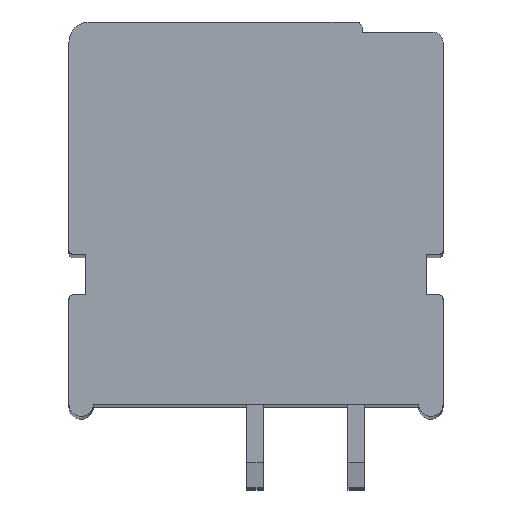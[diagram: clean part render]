
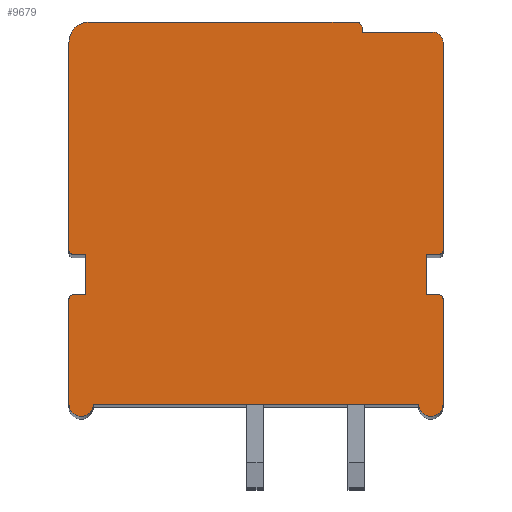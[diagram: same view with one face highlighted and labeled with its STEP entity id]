
A CAD part, top view. The second image highlights one B-rep face of the part: STEP entity #9679.
In plain terms, the highlighted planar face has unit normal (0, 0, 1).
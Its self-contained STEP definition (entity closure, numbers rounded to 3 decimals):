
#1328=CARTESIAN_POINT('',(8.75,8.75,4.7));
#1329=DIRECTION('',(0.,0.,1.));
#1330=DIRECTION('',(1.,0.,0.));
#1331=AXIS2_PLACEMENT_3D('',#1328,#1329,#1330);
#1333=DIRECTION('',(0.,1.,0.));
#1334=VECTOR('',#1333,10.3);
#1335=CARTESIAN_POINT('',(9.25,-1.55,4.7));
#1336=LINE('',#1335,#1334);
#1337=CARTESIAN_POINT('',(9.05,-1.55,4.7));
#1338=DIRECTION('',(0.,0.,1.));
#1339=DIRECTION('',(0.,-1.,0.));
#1340=AXIS2_PLACEMENT_3D('',#1337,#1338,#1339);
#1342=DIRECTION('',(1.,0.,0.));
#1343=VECTOR('',#1342,0.6);
#1344=CARTESIAN_POINT('',(8.45,-1.75,4.7));
#1345=LINE('',#1344,#1343);
#1346=DIRECTION('',(0.,1.,0.));
#1347=VECTOR('',#1346,2.);
#1348=CARTESIAN_POINT('',(8.45,-3.75,4.7));
#1349=LINE('',#1348,#1347);
#1350=DIRECTION('',(-1.,0.,0.));
#1351=VECTOR('',#1350,0.6);
#1352=CARTESIAN_POINT('',(9.05,-3.75,4.7));
#1353=LINE('',#1352,#1351);
#1354=CARTESIAN_POINT('',(9.05,-3.95,4.7));
#1355=DIRECTION('',(0.,0.,1.));
#1356=DIRECTION('',(1.,0.,0.));
#1357=AXIS2_PLACEMENT_3D('',#1354,#1355,#1356);
#1359=DIRECTION('',(0.,1.,0.));
#1360=VECTOR('',#1359,5.2);
#1361=CARTESIAN_POINT('',(9.25,-9.15,4.7));
#1362=LINE('',#1361,#1360);
#1363=CARTESIAN_POINT('',(8.65,-9.15,4.7));
#1364=DIRECTION('',(0.,0.,1.));
#1365=DIRECTION('',(-1.,0.,0.));
#1366=AXIS2_PLACEMENT_3D('',#1363,#1364,#1365);
#1368=DIRECTION('',(1.,0.,0.));
#1369=VECTOR('',#1368,16.1);
#1370=CARTESIAN_POINT('',(-8.05,-9.15,4.7));
#1371=LINE('',#1370,#1369);
#1372=CARTESIAN_POINT('',(-8.65,-9.15,4.7));
#1373=DIRECTION('',(0.,0.,1.));
#1374=DIRECTION('',(-1.,0.,0.));
#1375=AXIS2_PLACEMENT_3D('',#1372,#1373,#1374);
#1377=DIRECTION('',(0.,-1.,0.));
#1378=VECTOR('',#1377,5.2);
#1379=CARTESIAN_POINT('',(-9.25,-3.95,4.7));
#1380=LINE('',#1379,#1378);
#1381=CARTESIAN_POINT('',(-9.05,-3.95,4.7));
#1382=DIRECTION('',(0.,0.,1.));
#1383=DIRECTION('',(0.,1.,0.));
#1384=AXIS2_PLACEMENT_3D('',#1381,#1382,#1383);
#1386=DIRECTION('',(-1.,0.,0.));
#1387=VECTOR('',#1386,0.6);
#1388=CARTESIAN_POINT('',(-8.45,-3.75,4.7));
#1389=LINE('',#1388,#1387);
#1390=DIRECTION('',(0.,-1.,0.));
#1391=VECTOR('',#1390,2.);
#1392=CARTESIAN_POINT('',(-8.45,-1.75,4.7));
#1393=LINE('',#1392,#1391);
#1394=DIRECTION('',(1.,0.,0.));
#1395=VECTOR('',#1394,0.6);
#1396=CARTESIAN_POINT('',(-9.05,-1.75,4.7));
#1397=LINE('',#1396,#1395);
#1398=CARTESIAN_POINT('',(-9.05,-1.55,4.7));
#1399=DIRECTION('',(0.,0.,1.));
#1400=DIRECTION('',(-1.,0.,0.));
#1401=AXIS2_PLACEMENT_3D('',#1398,#1399,#1400);
#1403=DIRECTION('',(0.,-1.,0.));
#1404=VECTOR('',#1403,10.3);
#1405=CARTESIAN_POINT('',(-9.25,8.75,4.7));
#1406=LINE('',#1405,#1404);
#1407=CARTESIAN_POINT('',(-8.25,8.75,4.7));
#1408=DIRECTION('',(0.,0.,1.));
#1409=DIRECTION('',(0.,1.,0.));
#1410=AXIS2_PLACEMENT_3D('',#1407,#1408,#1409);
#1412=DIRECTION('',(-1.,0.,0.));
#1413=VECTOR('',#1412,13.2);
#1414=CARTESIAN_POINT('',(4.95,9.75,4.7));
#1415=LINE('',#1414,#1413);
#1416=CARTESIAN_POINT('',(4.95,9.45,4.7));
#1417=DIRECTION('',(0.,0.,1.));
#1418=DIRECTION('',(1.,0.,0.));
#1419=AXIS2_PLACEMENT_3D('',#1416,#1417,#1418);
#1421=DIRECTION('',(0.,1.,0.));
#1422=VECTOR('',#1421,0.2);
#1423=CARTESIAN_POINT('',(5.25,9.25,4.7));
#1424=LINE('',#1423,#1422);
#1425=DIRECTION('',(-1.,0.,0.));
#1426=VECTOR('',#1425,3.5);
#1427=CARTESIAN_POINT('',(8.75,9.25,4.7));
#1428=LINE('',#1427,#1426);
#6473=CARTESIAN_POINT('',(9.25,8.75,4.7));
#6474=CARTESIAN_POINT('',(8.75,9.25,4.7));
#6475=VERTEX_POINT('',#6473);
#6476=VERTEX_POINT('',#6474);
#6477=CARTESIAN_POINT('',(5.25,9.25,4.7));
#6478=VERTEX_POINT('',#6477);
#6479=CARTESIAN_POINT('',(5.25,9.45,4.7));
#6480=VERTEX_POINT('',#6479);
#6481=CARTESIAN_POINT('',(4.95,9.75,4.7));
#6482=VERTEX_POINT('',#6481);
#6483=CARTESIAN_POINT('',(-8.25,9.75,4.7));
#6484=VERTEX_POINT('',#6483);
#6485=CARTESIAN_POINT('',(-9.25,8.75,4.7));
#6486=VERTEX_POINT('',#6485);
#6487=CARTESIAN_POINT('',(-9.25,-1.55,4.7));
#6488=VERTEX_POINT('',#6487);
#6489=CARTESIAN_POINT('',(-9.05,-1.75,4.7));
#6490=VERTEX_POINT('',#6489);
#6491=CARTESIAN_POINT('',(-8.45,-1.75,4.7));
#6492=VERTEX_POINT('',#6491);
#6493=CARTESIAN_POINT('',(-8.45,-3.75,4.7));
#6494=VERTEX_POINT('',#6493);
#6495=CARTESIAN_POINT('',(-9.05,-3.75,4.7));
#6496=VERTEX_POINT('',#6495);
#6497=CARTESIAN_POINT('',(-9.25,-3.95,4.7));
#6498=VERTEX_POINT('',#6497);
#6499=CARTESIAN_POINT('',(-9.25,-9.15,4.7));
#6500=VERTEX_POINT('',#6499);
#6501=CARTESIAN_POINT('',(-8.05,-9.15,4.7));
#6502=VERTEX_POINT('',#6501);
#6503=CARTESIAN_POINT('',(8.05,-9.15,4.7));
#6504=VERTEX_POINT('',#6503);
#6505=CARTESIAN_POINT('',(9.25,-9.15,4.7));
#6506=VERTEX_POINT('',#6505);
#6507=CARTESIAN_POINT('',(9.25,-3.95,4.7));
#6508=VERTEX_POINT('',#6507);
#6509=CARTESIAN_POINT('',(9.05,-3.75,4.7));
#6510=VERTEX_POINT('',#6509);
#6511=CARTESIAN_POINT('',(8.45,-3.75,4.7));
#6512=VERTEX_POINT('',#6511);
#6513=CARTESIAN_POINT('',(8.45,-1.75,4.7));
#6514=VERTEX_POINT('',#6513);
#6515=CARTESIAN_POINT('',(9.05,-1.75,4.7));
#6516=VERTEX_POINT('',#6515);
#6517=CARTESIAN_POINT('',(9.25,-1.55,4.7));
#6518=VERTEX_POINT('',#6517);
#9649=CARTESIAN_POINT('',(0.,0.,4.7));
#9650=DIRECTION('',(0.,0.,1.));
#9651=DIRECTION('',(1.,0.,0.));
#9652=AXIS2_PLACEMENT_3D('',#9649,#9650,#9651);
#9653=PLANE('',#9652);
#9654=ORIENTED_EDGE('',*,*,#8553,.F.);
#9655=ORIENTED_EDGE('',*,*,#8568,.F.);
#9656=ORIENTED_EDGE('',*,*,#8582,.F.);
#9657=ORIENTED_EDGE('',*,*,#8596,.F.);
#9658=ORIENTED_EDGE('',*,*,#8610,.F.);
#9659=ORIENTED_EDGE('',*,*,#8624,.F.);
#9660=ORIENTED_EDGE('',*,*,#8638,.F.);
#9661=ORIENTED_EDGE('',*,*,#8652,.F.);
#9662=ORIENTED_EDGE('',*,*,#8666,.F.);
#9663=ORIENTED_EDGE('',*,*,#8680,.F.);
#9664=ORIENTED_EDGE('',*,*,#9034,.F.);
#9665=ORIENTED_EDGE('',*,*,#9048,.F.);
#9666=ORIENTED_EDGE('',*,*,#9062,.F.);
#9667=ORIENTED_EDGE('',*,*,#9076,.F.);
#9668=ORIENTED_EDGE('',*,*,#9090,.F.);
#9669=ORIENTED_EDGE('',*,*,#9104,.F.);
#9670=ORIENTED_EDGE('',*,*,#9118,.F.);
#9671=ORIENTED_EDGE('',*,*,#9132,.F.);
#9672=ORIENTED_EDGE('',*,*,#9146,.F.);
#9673=ORIENTED_EDGE('',*,*,#9160,.F.);
#9674=ORIENTED_EDGE('',*,*,#9446,.F.);
#9675=ORIENTED_EDGE('',*,*,#9460,.F.);
#9676=ORIENTED_EDGE('',*,*,#9473,.F.);
#9677=EDGE_LOOP('',(#9654,#9655,#9656,#9657,#9658,#9659,#9660,#9661,#9662,#9663,
#9664,#9665,#9666,#9667,#9668,#9669,#9670,#9671,#9672,#9673,#9674,#9675,#9676));
#9678=FACE_OUTER_BOUND('',#9677,.F.);
#1332=CIRCLE('',#1331,0.5);
#1341=CIRCLE('',#1340,0.2);
#1358=CIRCLE('',#1357,0.2);
#1367=CIRCLE('',#1366,0.6);
#1376=CIRCLE('',#1375,0.6);
#1385=CIRCLE('',#1384,0.2);
#1402=CIRCLE('',#1401,0.2);
#1411=CIRCLE('',#1410,1.);
#1420=CIRCLE('',#1419,0.3);
#8553=EDGE_CURVE('',#6475,#6476,#1332,.T.);
#8568=EDGE_CURVE('',#6518,#6475,#1336,.T.);
#8582=EDGE_CURVE('',#6516,#6518,#1341,.T.);
#8596=EDGE_CURVE('',#6514,#6516,#1345,.T.);
#8610=EDGE_CURVE('',#6512,#6514,#1349,.T.);
#8624=EDGE_CURVE('',#6510,#6512,#1353,.T.);
#8638=EDGE_CURVE('',#6508,#6510,#1358,.T.);
#8652=EDGE_CURVE('',#6506,#6508,#1362,.T.);
#8666=EDGE_CURVE('',#6504,#6506,#1367,.T.);
#8680=EDGE_CURVE('',#6502,#6504,#1371,.T.);
#9034=EDGE_CURVE('',#6500,#6502,#1376,.T.);
#9048=EDGE_CURVE('',#6498,#6500,#1380,.T.);
#9062=EDGE_CURVE('',#6496,#6498,#1385,.T.);
#9076=EDGE_CURVE('',#6494,#6496,#1389,.T.);
#9090=EDGE_CURVE('',#6492,#6494,#1393,.T.);
#9104=EDGE_CURVE('',#6490,#6492,#1397,.T.);
#9118=EDGE_CURVE('',#6488,#6490,#1402,.T.);
#9132=EDGE_CURVE('',#6486,#6488,#1406,.T.);
#9146=EDGE_CURVE('',#6484,#6486,#1411,.T.);
#9160=EDGE_CURVE('',#6482,#6484,#1415,.T.);
#9446=EDGE_CURVE('',#6480,#6482,#1420,.T.);
#9460=EDGE_CURVE('',#6478,#6480,#1424,.T.);
#9473=EDGE_CURVE('',#6476,#6478,#1428,.T.);
#9679=ADVANCED_FACE('',(#9678),#9653,.T.);
